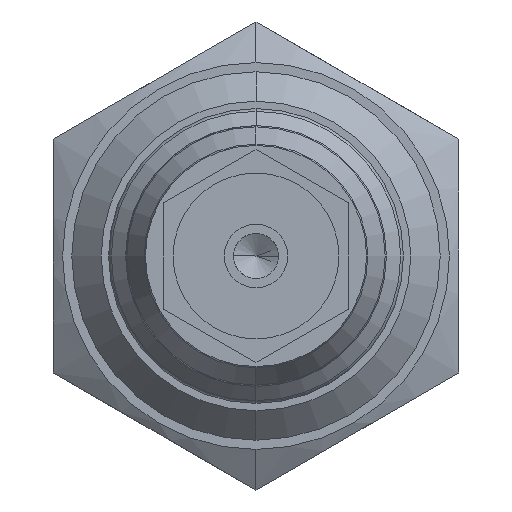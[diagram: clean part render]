
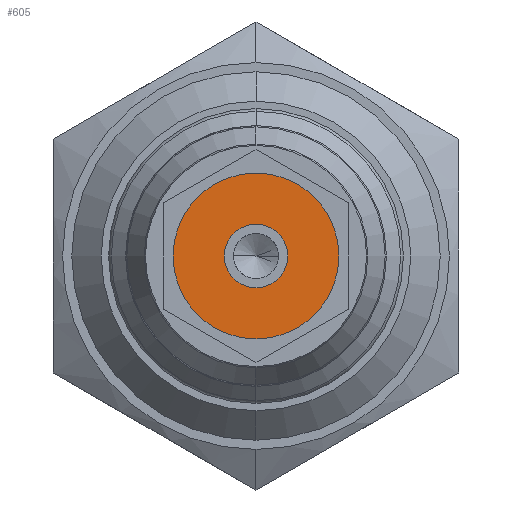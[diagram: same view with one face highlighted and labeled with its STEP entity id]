
A CAD part, left-side view. The second image highlights one B-rep face of the part: STEP entity #605.
In plain terms, the highlighted planar face has unit normal (-1, 0, 0).
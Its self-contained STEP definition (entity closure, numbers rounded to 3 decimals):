
#8 = VERTEX_POINT ( 'NONE', #3910 ) ;
#105 = AXIS2_PLACEMENT_3D ( 'NONE', #1988, #1944, #3416 ) ;
#273 = EDGE_CURVE ( 'NONE', #4314, #2501, #1111, .T. ) ;
#282 = CARTESIAN_POINT ( 'NONE',  ( -16.025, 0., 0. ) ) ;
#430 = AXIS2_PLACEMENT_3D ( 'NONE', #3723, #902, #3321 ) ;
#605 = ADVANCED_FACE ( 'NONE', ( #4191, #4150 ), #3801, .T. ) ;
#688 = EDGE_CURVE ( 'NONE', #4309, #8, #3668, .T. ) ;
#713 = CARTESIAN_POINT ( 'NONE',  ( -16.025, -4.5, 0. ) ) ;
#818 = DIRECTION ( 'NONE',  ( -1., 0., 0. ) ) ;
#899 = EDGE_CURVE ( 'NONE', #2501, #4314, #2114, .T. ) ;
#902 = DIRECTION ( 'NONE',  ( -1., 0., 0. ) ) ;
#1111 = CIRCLE ( 'NONE', #430, 4.5 ) ;
#1409 = DIRECTION ( 'NONE',  ( 0., -1., 0. ) ) ;
#1640 = CARTESIAN_POINT ( 'NONE',  ( -16.025, 4.5, 0. ) ) ;
#1944 = DIRECTION ( 'NONE',  ( -1., 0., 0. ) ) ;
#1988 = CARTESIAN_POINT ( 'NONE',  ( -16.025, 0., 0. ) ) ;
#2038 = DIRECTION ( 'NONE',  ( -1., 0., 0. ) ) ;
#2114 = CIRCLE ( 'NONE', #105, 4.5 ) ;
#2129 = ORIENTED_EDGE ( 'NONE', *, *, #3689, .F. ) ;
#2501 = VERTEX_POINT ( 'NONE', #1640 ) ;
#2890 = CARTESIAN_POINT ( 'NONE',  ( -16.025, -1.729, 0. ) ) ;
#3108 = AXIS2_PLACEMENT_3D ( 'NONE', #3645, #3287, #3964 ) ;
#3226 = CARTESIAN_POINT ( 'NONE',  ( -16.025, 0., 0. ) ) ;
#3255 = ORIENTED_EDGE ( 'NONE', *, *, #273, .T. ) ;
#3287 = DIRECTION ( 'NONE',  ( -1., 0., 0. ) ) ;
#3298 = DIRECTION ( 'NONE',  ( 0., -1., 0. ) ) ;
#3321 = DIRECTION ( 'NONE',  ( 0., -1., 0. ) ) ;
#3416 = DIRECTION ( 'NONE',  ( 0., -1., 0. ) ) ;
#3481 = CIRCLE ( 'NONE', #3108, 1.729 ) ;
#3578 = EDGE_LOOP ( 'NONE', ( #4073, #3255 ) ) ;
#3645 = CARTESIAN_POINT ( 'NONE',  ( -16.025, 0., 0. ) ) ;
#3668 = CIRCLE ( 'NONE', #4556, 1.729 ) ;
#3689 = EDGE_CURVE ( 'NONE', #8, #4309, #3481, .T. ) ;
#3723 = CARTESIAN_POINT ( 'NONE',  ( -16.025, 0., 0. ) ) ;
#3801 = PLANE ( 'NONE',  #4491 ) ;
#3837 = ORIENTED_EDGE ( 'NONE', *, *, #688, .F. ) ;
#3910 = CARTESIAN_POINT ( 'NONE',  ( -16.025, 1.729, 0. ) ) ;
#3964 = DIRECTION ( 'NONE',  ( 0., -1., 0. ) ) ;
#4073 = ORIENTED_EDGE ( 'NONE', *, *, #899, .T. ) ;
#4150 = FACE_BOUND ( 'NONE', #4428, .T. ) ;
#4191 = FACE_OUTER_BOUND ( 'NONE', #3578, .T. ) ;
#4309 = VERTEX_POINT ( 'NONE', #2890 ) ;
#4314 = VERTEX_POINT ( 'NONE', #713 ) ;
#4428 = EDGE_LOOP ( 'NONE', ( #2129, #3837 ) ) ;
#4491 = AXIS2_PLACEMENT_3D ( 'NONE', #282, #2038, #1409 ) ;
#4556 = AXIS2_PLACEMENT_3D ( 'NONE', #3226, #818, #3298 ) ;
